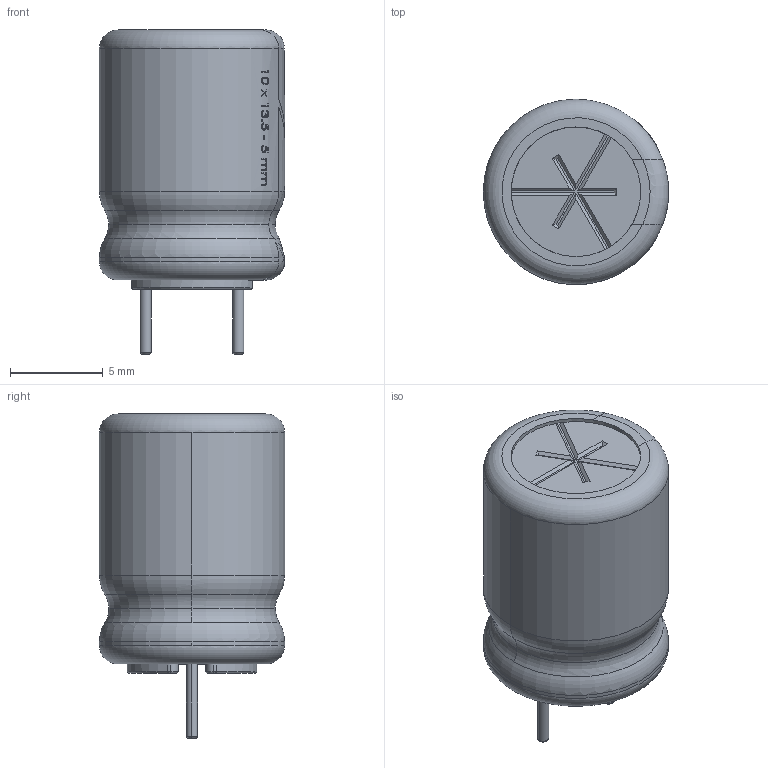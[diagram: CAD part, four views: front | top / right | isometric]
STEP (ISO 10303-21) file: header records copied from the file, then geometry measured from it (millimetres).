
FILE_DESCRIPTION (( 'STEP AP214' ), '1' );
FILE_NAME ('User Library-Cap-EL(10x13.5-5)T.STEP', '2020-07-04T01:00:45', ( '' ), ( '' ), 'SwSTEP 2.0', 'SolidWorks 2020', '' );
FILE_SCHEMA (( 'AUTOMOTIVE_DESIGN' ));
Length unit declared in the file: millimetre
Products named in the file (1): User Library-Cap-EL(10x13.5-5)T
Bounding box: 10 x 10 x 17.5 mm (x, y, z)
Volume: 570.3 mm3; surface area: 938.1 mm2
Topology: 1 solids, 2 shells, 482 faces, 1267 edges, 833 vertices
Faces by surface type: plane 220, bspline 148, cylinder 77, torus 37
Entity records: 27306 total; most frequent: CARTESIAN_POINT 11321, ORIENTED_EDGE 2534, DIRECTION 1682, EDGE_CURVE 1267, VERTEX_POINT 833, AXIS2_PLACEMENT_3D 617, EDGE_LOOP 526, B_SPLINE_CURVE_WITH_KNOTS 521
